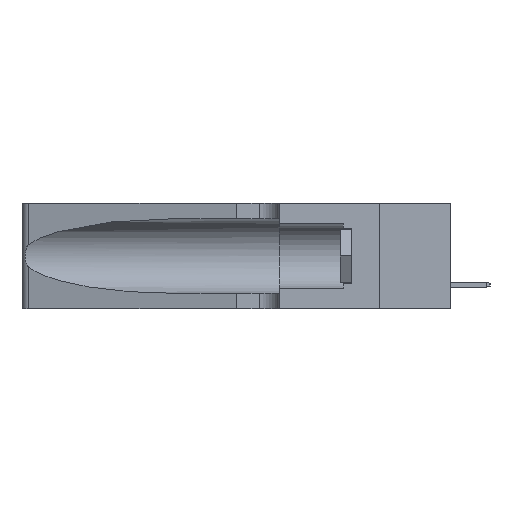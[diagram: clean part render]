
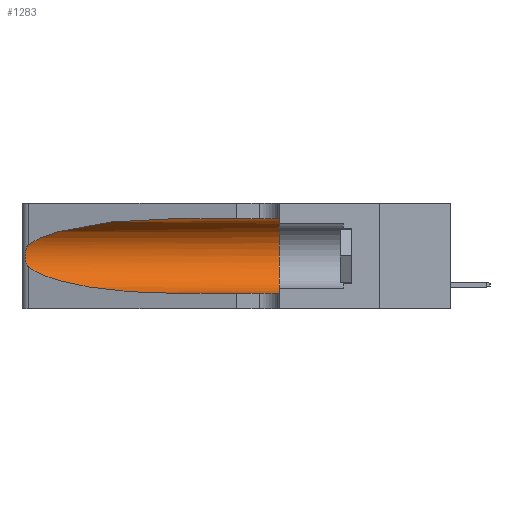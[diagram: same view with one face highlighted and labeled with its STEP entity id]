
A CAD part, left-side view. The second image highlights one B-rep face of the part: STEP entity #1283.
In plain terms, the highlighted cylindrical face has radius 3.308 mm (diameter 6.617 mm), a partial arc.
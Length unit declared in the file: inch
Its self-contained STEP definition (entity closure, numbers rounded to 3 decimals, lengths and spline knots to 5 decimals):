
#128 = CIRCLE ( 'NONE', #8769, 0.13025 ) ;
#530 = EDGE_LOOP ( 'NONE', ( #15436, #14101, #8677, #14224, #4113, #12374 ) ) ;
#1028 = CARTESIAN_POINT ( 'NONE',  ( 0.26075, 1.23896, 0.19203 ) ) ;
#1060 = DIRECTION ( 'NONE',  ( 0., -1., 0. ) ) ;
#1283 = ADVANCED_FACE ( 'NONE', ( #14986 ), #5781, .F. ) ;
#1692 = CARTESIAN_POINT ( 'NONE',  ( 0.2373, 1.15595, 0.08982 ) ) ;
#1778 = DIRECTION ( 'NONE',  ( 0., -1., 0. ) ) ;
#2503 = CARTESIAN_POINT ( 'NONE',  ( 0.25639, 1.23186, 0.15144 ) ) ;
#2868 = CARTESIAN_POINT ( 'NONE',  ( 0.25487, 1.22718, 0.22369 ) ) ;
#2961 = CARTESIAN_POINT ( 'NONE',  ( 0.25487, 1.22718, 0.14631 ) ) ;
#3162 = DIRECTION ( 'NONE',  ( 0., -1., 0. ) ) ;
#3290 = VERTEX_POINT ( 'NONE', #2961 ) ;
#3474 = CARTESIAN_POINT ( 'NONE',  ( 0.25854, 1.2359, 0.20912 ) ) ;
#3690 = CARTESIAN_POINT ( 'NONE',  ( 0.1305, 0.35, 0.31525 ) ) ;
#3795 = CARTESIAN_POINT ( 'NONE',  ( 0.25555, 1.22993, 0.14849 ) ) ;
#4077 = CARTESIAN_POINT ( 'NONE',  ( 0.18966, 0.96281, 0.31525 ) ) ;
#4113 = ORIENTED_EDGE ( 'NONE', *, *, #6130, .F. ) ;
#4155 = VERTEX_POINT ( 'NONE', #4175 ) ;
#4175 = CARTESIAN_POINT ( 'NONE',  ( 0.1305, 0.72297, 0.31525 ) ) ;
#4464 = CARTESIAN_POINT ( 'NONE',  ( 0.1305, 0.72297, 0.05475 ) ) ;
#4585 = CARTESIAN_POINT ( 'NONE',  ( 0.1305, 0.72297, 0.31525 ) ) ;
#5002 = CARTESIAN_POINT ( 'NONE',  ( 0.25856, 1.23593, 0.16098 ) ) ;
#5005 = B_SPLINE_CURVE_WITH_KNOTS ( 'NONE', 3,
 ( #15451, #10179, #14244, #7645, #3474, #8859, #1028, #15531, #8777, #5002, #16841, #2503, #3795, #6329 ),
 .UNSPECIFIED., .F., .F.,
 ( 4, 2, 2, 2, 2, 2, 4 ),
 ( 0., 0.00027, 0.00053, 0.00107, 0.0016, 0.00187, 0.00214 ),
 .UNSPECIFIED. ) ;
#5438 = DIRECTION ( 'NONE',  ( 0., 0., 1. ) ) ;
#5680 = CARTESIAN_POINT ( 'NONE',  ( 0.1305, 1.61858, 0.05475 ) ) ;
#5781 = CYLINDRICAL_SURFACE ( 'NONE', #10326, 0.13025 ) ;
#5807 = EDGE_CURVE ( 'NONE', #4155, #10355, #15824, .T. ) ;
#5938 = VERTEX_POINT ( 'NONE', #9600 ) ;
#6049 = EDGE_CURVE ( 'NONE', #11999, #3290, #5005, .T. ) ;
#6130 = EDGE_CURVE ( 'NONE', #10355, #5938, #128, .T. ) ;
#6329 = CARTESIAN_POINT ( 'NONE',  ( 0.25487, 1.22718, 0.14631 ) ) ;
#6496 = DIRECTION ( 'NONE',  ( 0., 1., 0. ) ) ;
#7645 = CARTESIAN_POINT ( 'NONE',  ( 0.25787, 1.23484, 0.2124 ) ) ;
#7772 = EDGE_CURVE ( 'NONE', #4155, #11999, #8500, .T. ) ;
#8500 =( BOUNDED_CURVE ( )  B_SPLINE_CURVE ( 3, ( #4585, #4077, #16073, #2868 ),
 .UNSPECIFIED., .F., .F. ) 
 B_SPLINE_CURVE_WITH_KNOTS ( ( 4, 4 ),
 ( 1.5708, 2.84003 ),
 .UNSPECIFIED. ) 
 CURVE ( )  GEOMETRIC_REPRESENTATION_ITEM ( )  RATIONAL_B_SPLINE_CURVE ( ( 1., 0.87, 0.87, 1. ) ) 
 REPRESENTATION_ITEM ( '' )  );
#8677 = ORIENTED_EDGE ( 'NONE', *, *, #10159, .T. ) ;
#8769 = AXIS2_PLACEMENT_3D ( 'NONE', #12863, #6496, #5438 ) ;
#8777 = CARTESIAN_POINT ( 'NONE',  ( 0.26017, 1.23833, 0.17102 ) ) ;
#8859 = CARTESIAN_POINT ( 'NONE',  ( 0.26018, 1.23835, 0.19895 ) ) ;
#9600 = CARTESIAN_POINT ( 'NONE',  ( 0.1305, 0.35, 0.05475 ) ) ;
#9727 = VERTEX_POINT ( 'NONE', #15180 ) ;
#10159 = EDGE_CURVE ( 'NONE', #3290, #9727, #12611, .T. ) ;
#10179 = CARTESIAN_POINT ( 'NONE',  ( 0.25555, 1.22994, 0.2215 ) ) ;
#10326 = AXIS2_PLACEMENT_3D ( 'NONE', #13703, #1778, #12399 ) ;
#10355 = VERTEX_POINT ( 'NONE', #3690 ) ;
#11179 = LINE ( 'NONE', #5680, #14955 ) ;
#11944 = EDGE_CURVE ( 'NONE', #9727, #5938, #11179, .T. ) ;
#11999 = VERTEX_POINT ( 'NONE', #12471 ) ;
#12374 = ORIENTED_EDGE ( 'NONE', *, *, #5807, .F. ) ;
#12399 = DIRECTION ( 'NONE',  ( 0., 0., -1. ) ) ;
#12471 = CARTESIAN_POINT ( 'NONE',  ( 0.25487, 1.22718, 0.22369 ) ) ;
#12611 =( BOUNDED_CURVE ( )  B_SPLINE_CURVE ( 3, ( #14981, #1692, #13612, #4464 ),
 .UNSPECIFIED., .F., .T. ) 
 B_SPLINE_CURVE_WITH_KNOTS ( ( 4, 4 ),
 ( 3.44316, 4.71239 ),
 .UNSPECIFIED. ) 
 CURVE ( )  GEOMETRIC_REPRESENTATION_ITEM ( )  RATIONAL_B_SPLINE_CURVE ( ( 1., 0.87, 0.87, 1. ) ) 
 REPRESENTATION_ITEM ( '' )  );
#12863 = CARTESIAN_POINT ( 'NONE',  ( 0.1305, 0.35, 0.185 ) ) ;
#13612 = CARTESIAN_POINT ( 'NONE',  ( 0.18966, 0.96281, 0.05475 ) ) ;
#13703 = CARTESIAN_POINT ( 'NONE',  ( 0.1305, 1.61858, 0.185 ) ) ;
#14101 = ORIENTED_EDGE ( 'NONE', *, *, #6049, .T. ) ;
#14224 = ORIENTED_EDGE ( 'NONE', *, *, #11944, .T. ) ;
#14244 = CARTESIAN_POINT ( 'NONE',  ( 0.25639, 1.23184, 0.21858 ) ) ;
#14955 = VECTOR ( 'NONE', #3162, 39.37008 ) ;
#14981 = CARTESIAN_POINT ( 'NONE',  ( 0.25487, 1.22718, 0.14631 ) ) ;
#14986 = FACE_OUTER_BOUND ( 'NONE', #530, .T. ) ;
#15119 = VECTOR ( 'NONE', #1060, 39.37008 ) ;
#15180 = CARTESIAN_POINT ( 'NONE',  ( 0.1305, 0.72297, 0.05475 ) ) ;
#15436 = ORIENTED_EDGE ( 'NONE', *, *, #7772, .T. ) ;
#15451 = CARTESIAN_POINT ( 'NONE',  ( 0.25487, 1.22718, 0.22369 ) ) ;
#15531 = CARTESIAN_POINT ( 'NONE',  ( 0.26075, 1.23896, 0.178 ) ) ;
#15743 = CARTESIAN_POINT ( 'NONE',  ( 0.1305, 1.61858, 0.31525 ) ) ;
#15824 = LINE ( 'NONE', #15743, #15119 ) ;
#16073 = CARTESIAN_POINT ( 'NONE',  ( 0.2373, 1.15595, 0.28018 ) ) ;
#16841 = CARTESIAN_POINT ( 'NONE',  ( 0.25789, 1.23486, 0.15765 ) ) ;
